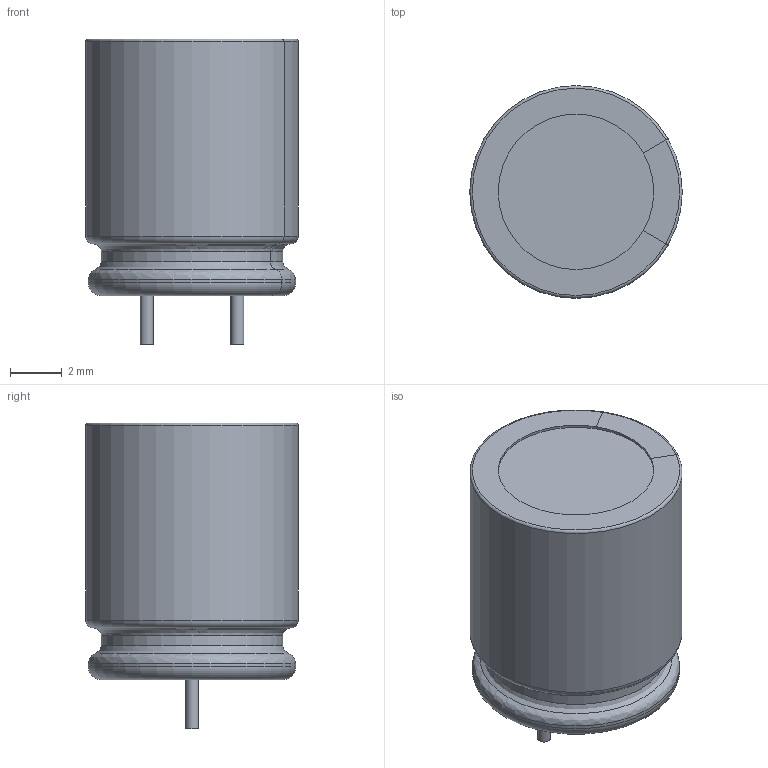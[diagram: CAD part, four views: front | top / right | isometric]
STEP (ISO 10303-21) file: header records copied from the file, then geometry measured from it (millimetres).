
FILE_DESCRIPTION(('FreeCAD Model'),'2;1');
FILE_NAME('CAPPR350-800X900.step', '2020-02-22T14:01:04',(''),(''),'Open CASCADE STEP processor 7.3', 'FreeCAD','Unknown');
FILE_SCHEMA(('AUTOMOTIVE_DESIGN { 1 0 10303 214 1 1 1 1 }'));
Length unit declared in the file: millimetre
Products named in the file (1): Compound003
Bounding box: 8.2 x 8.2 x 11.8 mm (x, y, z)
Volume: 503.8 mm3; surface area: 1083.6 mm2
Topology: 6 solids, 6 shells, 84 faces, 603 edges, 1686 vertices
Faces by surface type: cylinder 25, plane 23, torus 18, bspline 17, cone 1
Full cylindrical faces by diameter (mm): 0.5 x2, 1.1 x2, 1.2 x2, 6 x1, 6.8 x1, 7.25 x1, 7.8 x1, 8 x1
Entity records: 16954 total; most frequent: CARTESIAN_POINT 9311, DIRECTION 1214, AXIS2_PLACEMENT_3D 464, CIRCLE 441, GEOMETRIC_CURVE_SET 403, ORIENTED_EDGE 402, PCURVE 402, DEFINITIONAL_REPRESENTATION 402
